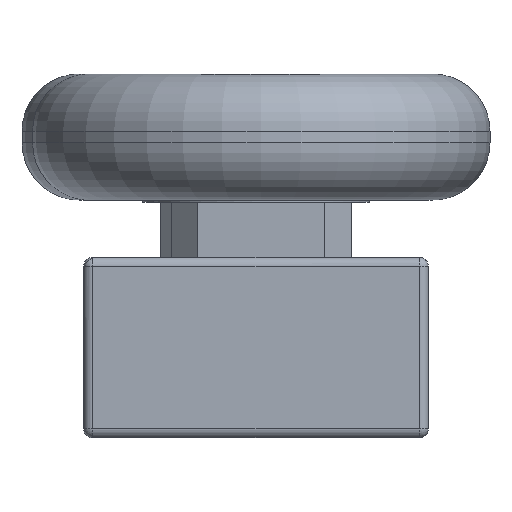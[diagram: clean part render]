
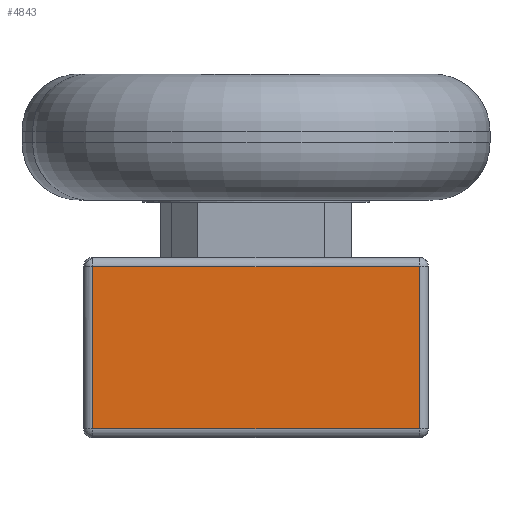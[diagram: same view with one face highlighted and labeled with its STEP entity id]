
A CAD part, front view. The second image highlights one B-rep face of the part: STEP entity #4843.
In plain terms, the highlighted face is planar.
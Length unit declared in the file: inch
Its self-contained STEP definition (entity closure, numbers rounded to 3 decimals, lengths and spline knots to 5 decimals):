
#3773=CARTESIAN_POINT('',(0.1758,0.55969,0.374));
#3774=VERTEX_POINT('',#3773);
#3909=CARTESIAN_POINT('',(-0.5362,0.55969,0.02));
#3910=VERTEX_POINT('',#3909);
#4167=CARTESIAN_POINT('',(0.1758,0.55969,0.02));
#4168=VERTEX_POINT('',#4167);
#4192=CARTESIAN_POINT('',(-0.5362,0.55969,0.02));
#4193=DIRECTION('',(1.0,0.0,0.0));
#4194=VECTOR('',#4193,0.712);
#4195=LINE('',#4192,#4194);
#4196=EDGE_CURVE('',#3910,#4168,#4195,.T.);
#4217=CARTESIAN_POINT('',(-0.5362,0.55969,0.374));
#4218=VERTEX_POINT('',#4217);
#4226=CARTESIAN_POINT('',(-0.5362,0.55969,0.374));
#4227=DIRECTION('',(0.0,0.0,-1.0));
#4228=VECTOR('',#4227,0.354);
#4229=LINE('',#4226,#4228);
#4230=EDGE_CURVE('',#4218,#3910,#4229,.T.);
#4257=CARTESIAN_POINT('',(0.1758,0.55969,0.02));
#4258=DIRECTION('',(0.0,0.0,1.0));
#4259=VECTOR('',#4258,0.354);
#4260=LINE('',#4257,#4259);
#4261=EDGE_CURVE('',#4168,#3774,#4260,.T.);
#4511=CARTESIAN_POINT('',(0.1758,0.55969,0.374));
#4512=DIRECTION('',(-1.0,0.0,0.0));
#4513=VECTOR('',#4512,0.712);
#4514=LINE('',#4511,#4513);
#4515=EDGE_CURVE('',#3774,#4218,#4514,.T.);
#4832=CARTESIAN_POINT('',(-0.5562,0.55969,0.0));
#4833=DIRECTION('',(0.0,1.0,0.0));
#4834=DIRECTION('',(0.0,0.0,1.0));
#4835=AXIS2_PLACEMENT_3D('',#4832,#4833,#4834);
#4836=PLANE('',#4835);
#4837=ORIENTED_EDGE('',*,*,#4230,.F.);
#4838=ORIENTED_EDGE('',*,*,#4515,.F.);
#4839=ORIENTED_EDGE('',*,*,#4261,.F.);
#4840=ORIENTED_EDGE('',*,*,#4196,.F.);
#4841=EDGE_LOOP('',(#4837,#4838,#4839,#4840));
#4842=FACE_OUTER_BOUND('',#4841,.T.);
#4843=ADVANCED_FACE('',(#4842),#4836,.T.);
